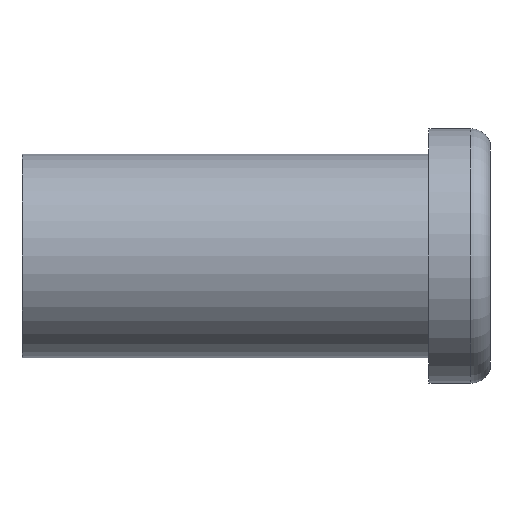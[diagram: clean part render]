
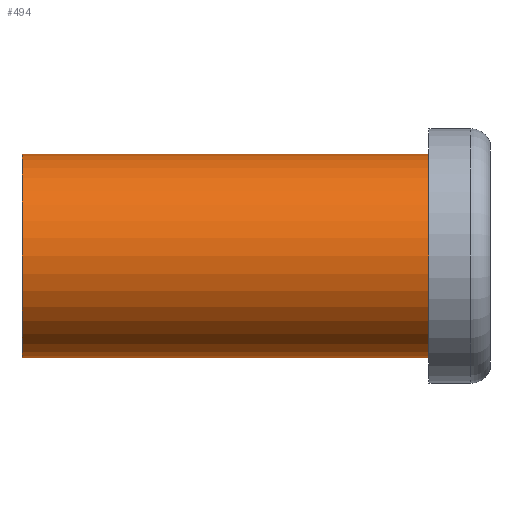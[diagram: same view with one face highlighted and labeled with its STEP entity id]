
A CAD part, front view. The second image highlights one B-rep face of the part: STEP entity #494.
In plain terms, the highlighted cylindrical face has radius 1.27 mm (diameter 2.54 mm), a partial arc.
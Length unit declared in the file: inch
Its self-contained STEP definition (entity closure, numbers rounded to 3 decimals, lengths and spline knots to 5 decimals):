
#56 = ORIENTED_EDGE ( 'NONE', *, *, #627, .T. ) ;
#77 = CIRCLE ( 'NONE', #661, 0.05 ) ;
#93 = CARTESIAN_POINT ( 'NONE',  ( -2., 0., 0.05 ) ) ;
#96 = CARTESIAN_POINT ( 'NONE',  ( 0.1, 0., -0.05 ) ) ;
#143 = CARTESIAN_POINT ( 'NONE',  ( 0.1, 0., 0. ) ) ;
#151 = CARTESIAN_POINT ( 'NONE',  ( 0.3, 0., 0. ) ) ;
#155 = ORIENTED_EDGE ( 'NONE', *, *, #173, .F. ) ;
#156 = DIRECTION ( 'NONE',  ( 0., 0., 1. ) ) ;
#173 = EDGE_CURVE ( 'NONE', #651, #650, #591, .T. ) ;
#196 = DIRECTION ( 'NONE',  ( 0., 0., 1. ) ) ;
#198 = EDGE_CURVE ( 'NONE', #708, #423, #463, .T. ) ;
#211 = DIRECTION ( 'NONE',  ( 0., 0., 1. ) ) ;
#216 = CARTESIAN_POINT ( 'NONE',  ( 0.3, 0., 0.05 ) ) ;
#242 = ORIENTED_EDGE ( 'NONE', *, *, #198, .T. ) ;
#261 = CARTESIAN_POINT ( 'NONE',  ( 0.3, 0., -0.05 ) ) ;
#280 = AXIS2_PLACEMENT_3D ( 'NONE', #532, #594, #156 ) ;
#305 = CARTESIAN_POINT ( 'NONE',  ( -2., 0., -0.05 ) ) ;
#308 = FACE_OUTER_BOUND ( 'NONE', #450, .T. ) ;
#316 = EDGE_CURVE ( 'NONE', #650, #423, #77, .T. ) ;
#363 = VECTOR ( 'NONE', #619, 39.37008 ) ;
#364 = VECTOR ( 'NONE', #470, 39.37008 ) ;
#423 = VERTEX_POINT ( 'NONE', #516 ) ;
#450 = EDGE_LOOP ( 'NONE', ( #155, #56, #242, #670 ) ) ;
#463 = LINE ( 'NONE', #93, #364 ) ;
#470 = DIRECTION ( 'NONE',  ( -1., 0., 0. ) ) ;
#494 = ADVANCED_FACE ( 'NONE', ( #308 ), #543, .T. ) ;
#505 = DIRECTION ( 'NONE',  ( -1., 0., 0. ) ) ;
#516 = CARTESIAN_POINT ( 'NONE',  ( 0.1, 0., 0.05 ) ) ;
#518 = DIRECTION ( 'NONE',  ( -1., 0., 0. ) ) ;
#532 = CARTESIAN_POINT ( 'NONE',  ( -2., 0., 0. ) ) ;
#543 = CYLINDRICAL_SURFACE ( 'NONE', #280, 0.05 ) ;
#583 = CIRCLE ( 'NONE', #608, 0.05 ) ;
#591 = LINE ( 'NONE', #305, #363 ) ;
#594 = DIRECTION ( 'NONE',  ( -1., 0., 0. ) ) ;
#608 = AXIS2_PLACEMENT_3D ( 'NONE', #151, #518, #211 ) ;
#619 = DIRECTION ( 'NONE',  ( -1., 0., 0. ) ) ;
#627 = EDGE_CURVE ( 'NONE', #651, #708, #583, .T. ) ;
#650 = VERTEX_POINT ( 'NONE', #96 ) ;
#651 = VERTEX_POINT ( 'NONE', #261 ) ;
#661 = AXIS2_PLACEMENT_3D ( 'NONE', #143, #505, #196 ) ;
#670 = ORIENTED_EDGE ( 'NONE', *, *, #316, .F. ) ;
#708 = VERTEX_POINT ( 'NONE', #216 ) ;
